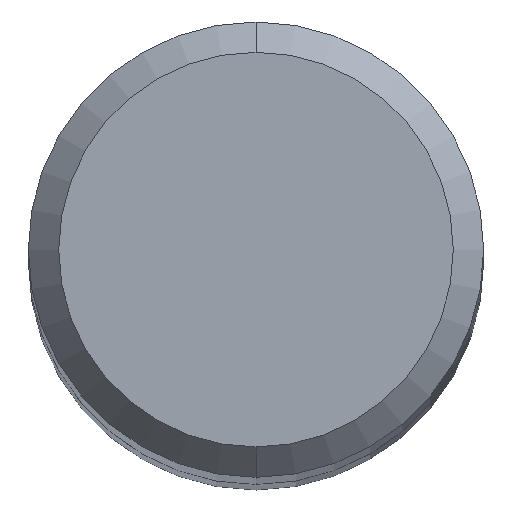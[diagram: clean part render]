
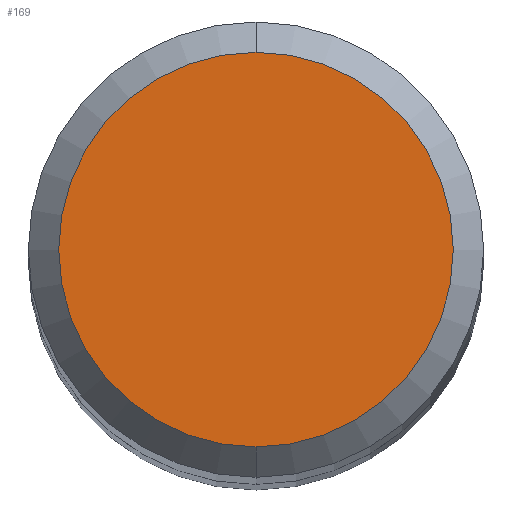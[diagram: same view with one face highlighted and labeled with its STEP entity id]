
A CAD part, top view. The second image highlights one B-rep face of the part: STEP entity #169.
In plain terms, the highlighted planar face has unit normal (0, 0, 1).
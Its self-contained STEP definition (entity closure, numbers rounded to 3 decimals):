
#127=EDGE_CURVE('',#145,#177,#253,.T.);
#139=EDGE_CURVE('',#177,#145,#265,.T.);
#145=VERTEX_POINT('',#271);
#169=ADVANCED_FACE('',(#298),#299,.T.);
#177=VERTEX_POINT('',#309);
#253=CIRCLE('',#387,2.6);
#265=CIRCLE('',#406,2.6);
#271=CARTESIAN_POINT('',(0.0,2.6,0.0));
#298=FACE_OUTER_BOUND('',#450,.T.);
#299=PLANE('',#451);
#309=CARTESIAN_POINT('',(0.,-2.6,0.0));
#387=AXIS2_PLACEMENT_3D('',#536,#537,#538);
#406=AXIS2_PLACEMENT_3D('',#547,#548,#549);
#450=EDGE_LOOP('',(#588,#589));
#451=AXIS2_PLACEMENT_3D('',#590,#591,#592);
#536=CARTESIAN_POINT('',(0.0,0.0,0.0));
#537=DIRECTION('',(0.0,0.0,-1.0));
#538=DIRECTION('',(0.0,1.0,0.0));
#547=CARTESIAN_POINT('',(0.0,0.0,0.0));
#548=DIRECTION('',(0.0,0.0,-1.0));
#549=DIRECTION('',(0.0,1.0,0.0));
#588=ORIENTED_EDGE('',*,*,#127,.F.);
#589=ORIENTED_EDGE('',*,*,#139,.F.);
#590=CARTESIAN_POINT('',(0.0,1.3,0.0));
#591=DIRECTION('',(-0.0,0.0,1.0));
#592=DIRECTION('',(0.0,-1.0,0.0));
